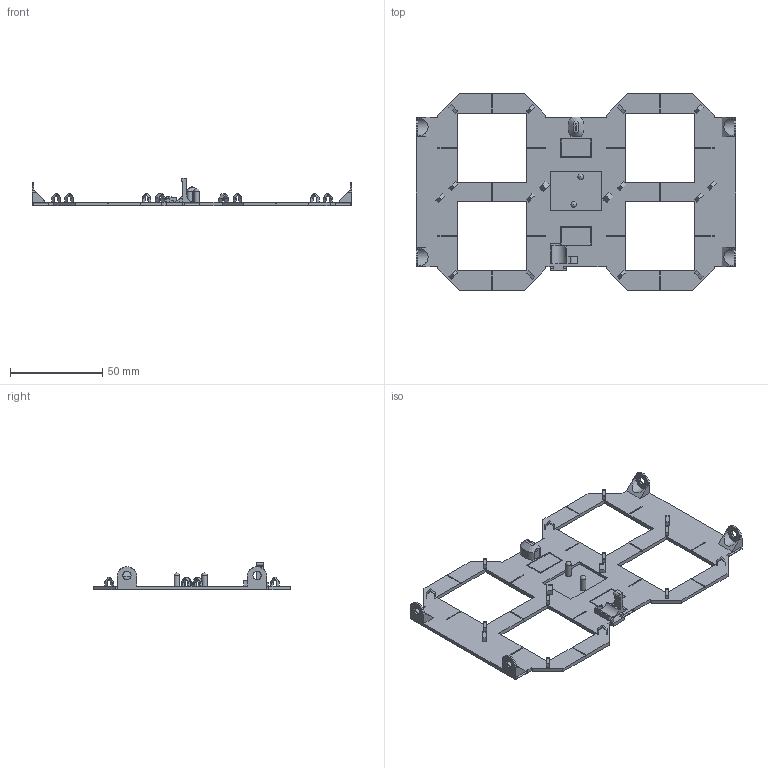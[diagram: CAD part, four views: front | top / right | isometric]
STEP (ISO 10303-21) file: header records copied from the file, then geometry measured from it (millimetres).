
FILE_DESCRIPTION(/* description */ (''),/* implementation_level */ '2;1');
FILE_NAME(/* name */ 'back_minute_second.step',/* time_stamp */ '2018-07-13T10:29:19-05:00',/* author */ (''),/* organization */ (''),/* preprocessor_version */ 'ST-DEVELOPER v17',/* originating_system */ 'Autodesk Translation Framework v7.1.0.215',/* authorisation */ '');
FILE_SCHEMA (('AUTOMOTIVE_DESIGN { 1 0 10303 214 3 1 1 }'));
Length unit declared in the file: millimetre
Products named in the file (1): back (main)
Bounding box: 173.35 x 106.5 x 15 mm (x, y, z)
Volume: 22295.5 mm3; surface area: 27141.4 mm2
Topology: 1 solids, 1 shells, 377 faces, 1098 edges, 731 vertices
Faces by surface type: plane 339, cylinder 33, bspline 3, sphere 2
Full cylindrical faces by diameter (mm): 3 x2, 4.5 x4
Entity records: 13836 total; most frequent: CARTESIAN_POINT 3660, ORIENTED_EDGE 2198, DIRECTION 1915, EDGE_CURVE 1099, LINE 1009, VECTOR 1009, VERTEX_POINT 733, AXIS2_PLACEMENT_3D 453
